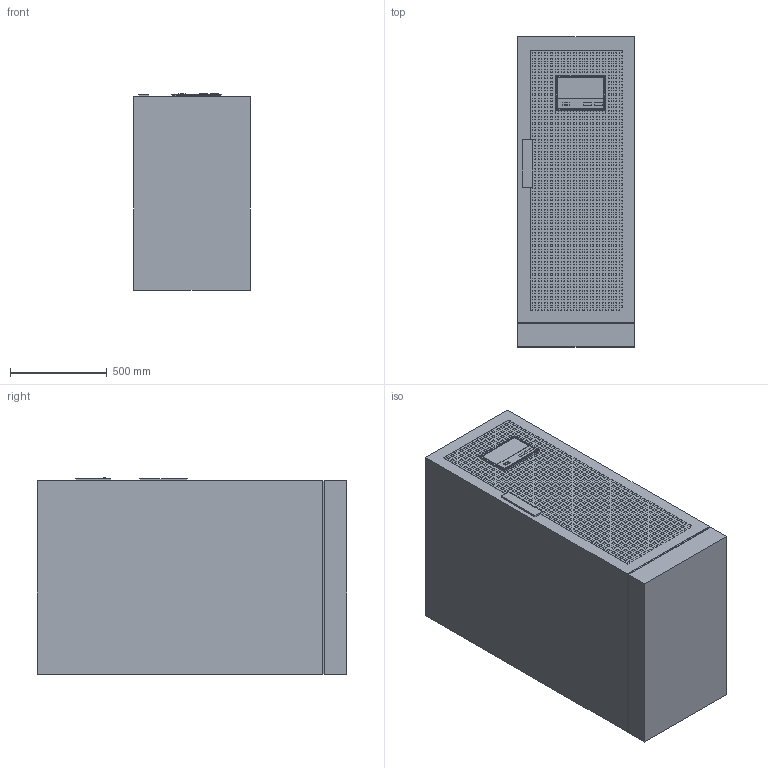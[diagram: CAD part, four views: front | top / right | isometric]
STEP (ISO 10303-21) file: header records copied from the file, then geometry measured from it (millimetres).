
FILE_DESCRIPTION (( 'STEP AP203' ), '1' );
FILE_NAME ('MPOB-160-3-00.STEP', '2023-10-13T08:16:51', ( '' ), ( '' ), 'SwSTEP 2.0', 'SolidWorks 2022', '' );
FILE_SCHEMA (( 'CONFIG_CONTROL_DESIGN' ));
Products named in the file (1): MPOB-160-3-00
Bounding box: 600 x 1600 x 1015 mm (x, y, z)
Volume: 958595488.9 mm3; surface area: 6597840.6 mm2
Topology: 1 solids, 1 shells, 3335 faces, 8195 edges, 5463 vertices
Faces by surface type: plane 3335
Entity records: 96258 total; most frequent: CARTESIAN_POINT 16994, ORIENTED_EDGE 16390, DIRECTION 14867, VECTOR 8195, EDGE_CURVE 8195, LINE 8195, VERTEX_POINT 5463, EDGE_LOOP 3936
